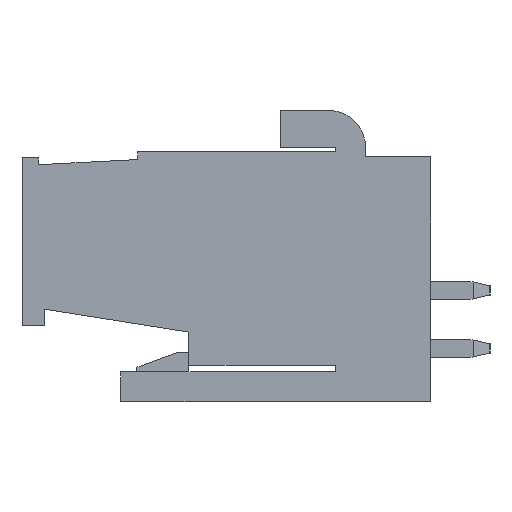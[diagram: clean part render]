
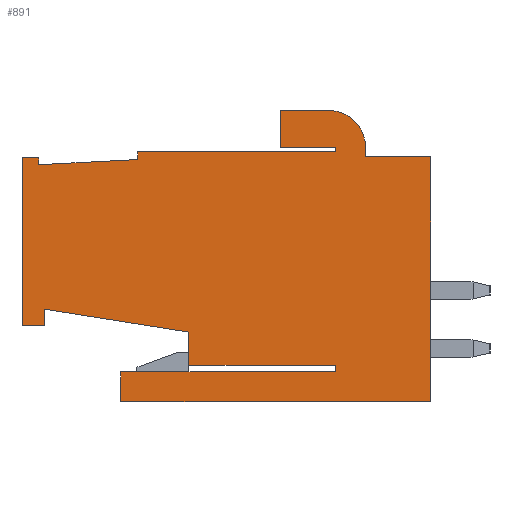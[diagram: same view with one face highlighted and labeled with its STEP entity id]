
A CAD part, left-side view. The second image highlights one B-rep face of the part: STEP entity #891.
In plain terms, the highlighted planar face has unit normal (-1, 0, 0).
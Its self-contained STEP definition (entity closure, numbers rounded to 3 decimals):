
#419=AXIS2_PLACEMENT_3D('Circle Axis2P3D',#417,#418,$) ;
#789=AXIS2_PLACEMENT_3D('Plane Axis2P3D',#786,#787,#788) ;
#40=CARTESIAN_POINT('Vertex',(-14.615,0.,13.2)) ;
#45=CARTESIAN_POINT('Line Origine',(-14.615,-1.755,13.2)) ;
#49=CARTESIAN_POINT('Vertex',(-14.615,-3.51,13.2)) ;
#136=CARTESIAN_POINT('Vertex',(-14.615,0.,13.7)) ;
#139=CARTESIAN_POINT('Line Origine',(-14.615,0.,13.45)) ;
#414=CARTESIAN_POINT('Vertex',(-14.615,2.,15.7)) ;
#417=CARTESIAN_POINT('Axis2P3D Location',(-14.615,2.,13.7)) ;
#445=CARTESIAN_POINT('Vertex',(-14.615,4.6,15.7)) ;
#448=CARTESIAN_POINT('Line Origine',(-14.615,3.3,15.7)) ;
#476=CARTESIAN_POINT('Vertex',(-14.615,4.6,13.7)) ;
#479=CARTESIAN_POINT('Line Origine',(-14.615,4.6,14.7)) ;
#507=CARTESIAN_POINT('Vertex',(-14.615,1.63,13.7)) ;
#510=CARTESIAN_POINT('Line Origine',(-14.615,3.115,13.7)) ;
#540=CARTESIAN_POINT('Vertex',(-14.615,1.63,1.6)) ;
#543=CARTESIAN_POINT('Line Origine',(-14.615,1.63,1.773)) ;
#547=CARTESIAN_POINT('Vertex',(-14.615,1.63,1.947)) ;
#562=CARTESIAN_POINT('Line Origine',(-14.615,1.63,13.588)) ;
#566=CARTESIAN_POINT('Vertex',(-14.615,1.63,13.477)) ;
#604=CARTESIAN_POINT('Vertex',(-14.615,13.2,1.6)) ;
#607=CARTESIAN_POINT('Line Origine',(-14.615,7.415,1.6)) ;
#669=CARTESIAN_POINT('Vertex',(-14.615,13.2,0.)) ;
#672=CARTESIAN_POINT('Line Origine',(-14.615,13.2,0.8)) ;
#693=CARTESIAN_POINT('Vertex',(-14.615,-3.51,0.)) ;
#698=CARTESIAN_POINT('Line Origine',(-14.615,4.845,0.)) ;
#752=CARTESIAN_POINT('Line Origine',(-14.615,-3.51,6.6)) ;
#786=CARTESIAN_POINT('Axis2P3D Location',(-14.615,0.,0.)) ;
#791=CARTESIAN_POINT('Line Origine',(-14.615,6.965,13.477)) ;
#795=CARTESIAN_POINT('Vertex',(-14.615,12.3,13.477)) ;
#798=CARTESIAN_POINT('Line Origine',(-14.615,12.3,13.264)) ;
#802=CARTESIAN_POINT('Vertex',(-14.615,12.3,13.052)) ;
#805=CARTESIAN_POINT('Line Origine',(-14.615,14.965,12.912)) ;
#809=CARTESIAN_POINT('Vertex',(-14.615,17.63,12.772)) ;
#812=CARTESIAN_POINT('Line Origine',(-14.615,17.63,12.96)) ;
#816=CARTESIAN_POINT('Vertex',(-14.615,17.63,13.147)) ;
#819=CARTESIAN_POINT('Line Origine',(-14.615,18.08,13.147)) ;
#823=CARTESIAN_POINT('Vertex',(-14.615,18.53,13.147)) ;
#826=CARTESIAN_POINT('Line Origine',(-14.615,18.53,8.612)) ;
#830=CARTESIAN_POINT('Vertex',(-14.615,18.53,4.077)) ;
#833=CARTESIAN_POINT('Line Origine',(-14.615,17.93,4.077)) ;
#837=CARTESIAN_POINT('Vertex',(-14.615,17.33,4.077)) ;
#840=CARTESIAN_POINT('Line Origine',(-14.615,17.33,4.529)) ;
#844=CARTESIAN_POINT('Vertex',(-14.615,17.33,4.982)) ;
#847=CARTESIAN_POINT('Line Origine',(-14.615,13.43,4.364)) ;
#851=CARTESIAN_POINT('Vertex',(-14.615,9.53,3.747)) ;
#854=CARTESIAN_POINT('Line Origine',(-14.615,9.53,2.847)) ;
#858=CARTESIAN_POINT('Vertex',(-14.615,9.53,1.947)) ;
#861=CARTESIAN_POINT('Line Origine',(-14.615,5.58,1.947)) ;
#46=DIRECTION('Vector Direction',(0.,-1.,0.)) ;
#140=DIRECTION('Vector Direction',(0.,0.,-1.)) ;
#418=DIRECTION('Axis2P3D Direction',(-1.,0.,0.)) ;
#449=DIRECTION('Vector Direction',(0.,-1.,0.)) ;
#480=DIRECTION('Vector Direction',(0.,0.,1.)) ;
#511=DIRECTION('Vector Direction',(0.,1.,0.)) ;
#544=DIRECTION('Vector Direction',(0.,0.,1.)) ;
#563=DIRECTION('Vector Direction',(0.,0.,1.)) ;
#608=DIRECTION('Vector Direction',(0.,-1.,0.)) ;
#673=DIRECTION('Vector Direction',(0.,0.,1.)) ;
#699=DIRECTION('Vector Direction',(0.,1.,0.)) ;
#753=DIRECTION('Vector Direction',(0.,0.,-1.)) ;
#787=DIRECTION('Axis2P3D Direction',(-1.,0.,0.)) ;
#788=DIRECTION('Axis2P3D XDirection',(0.,-1.,0.)) ;
#792=DIRECTION('Vector Direction',(0.,-1.,0.)) ;
#799=DIRECTION('Vector Direction',(0.,0.,-1.)) ;
#806=DIRECTION('Vector Direction',(0.,0.999,-0.052)) ;
#813=DIRECTION('Vector Direction',(0.,0.,-1.)) ;
#820=DIRECTION('Vector Direction',(0.,-1.,0.)) ;
#827=DIRECTION('Vector Direction',(0.,0.,1.)) ;
#834=DIRECTION('Vector Direction',(0.,1.,0.)) ;
#841=DIRECTION('Vector Direction',(0.,0.,-1.)) ;
#848=DIRECTION('Vector Direction',(0.,0.988,0.156)) ;
#855=DIRECTION('Vector Direction',(0.,0.,1.)) ;
#862=DIRECTION('Vector Direction',(0.,-1.,0.)) ;
#47=VECTOR('Line Direction',#46,1.) ;
#141=VECTOR('Line Direction',#140,1.) ;
#450=VECTOR('Line Direction',#449,1.) ;
#481=VECTOR('Line Direction',#480,1.) ;
#512=VECTOR('Line Direction',#511,1.) ;
#545=VECTOR('Line Direction',#544,1.) ;
#564=VECTOR('Line Direction',#563,1.) ;
#609=VECTOR('Line Direction',#608,1.) ;
#674=VECTOR('Line Direction',#673,1.) ;
#700=VECTOR('Line Direction',#699,1.) ;
#754=VECTOR('Line Direction',#753,1.) ;
#793=VECTOR('Line Direction',#792,1.) ;
#800=VECTOR('Line Direction',#799,1.) ;
#807=VECTOR('Line Direction',#806,1.) ;
#814=VECTOR('Line Direction',#813,1.) ;
#821=VECTOR('Line Direction',#820,1.) ;
#828=VECTOR('Line Direction',#827,1.) ;
#835=VECTOR('Line Direction',#834,1.) ;
#842=VECTOR('Line Direction',#841,1.) ;
#849=VECTOR('Line Direction',#848,1.) ;
#856=VECTOR('Line Direction',#855,1.) ;
#863=VECTOR('Line Direction',#862,1.) ;
#867=ORIENTED_EDGE('',*,*,#51,.T.) ;
#868=ORIENTED_EDGE('',*,*,#143,.T.) ;
#869=ORIENTED_EDGE('',*,*,#421,.T.) ;
#870=ORIENTED_EDGE('',*,*,#452,.T.) ;
#871=ORIENTED_EDGE('',*,*,#483,.T.) ;
#872=ORIENTED_EDGE('',*,*,#514,.T.) ;
#873=ORIENTED_EDGE('',*,*,#568,.T.) ;
#874=ORIENTED_EDGE('',*,*,#797,.F.) ;
#875=ORIENTED_EDGE('',*,*,#804,.F.) ;
#876=ORIENTED_EDGE('',*,*,#811,.F.) ;
#877=ORIENTED_EDGE('',*,*,#818,.F.) ;
#878=ORIENTED_EDGE('',*,*,#825,.F.) ;
#879=ORIENTED_EDGE('',*,*,#832,.F.) ;
#880=ORIENTED_EDGE('',*,*,#839,.F.) ;
#881=ORIENTED_EDGE('',*,*,#846,.F.) ;
#882=ORIENTED_EDGE('',*,*,#853,.F.) ;
#883=ORIENTED_EDGE('',*,*,#860,.F.) ;
#884=ORIENTED_EDGE('',*,*,#865,.F.) ;
#885=ORIENTED_EDGE('',*,*,#549,.T.) ;
#886=ORIENTED_EDGE('',*,*,#611,.T.) ;
#887=ORIENTED_EDGE('',*,*,#676,.T.) ;
#888=ORIENTED_EDGE('',*,*,#702,.T.) ;
#889=ORIENTED_EDGE('',*,*,#756,.T.) ;
#891=ADVANCED_FACE('PartBody',(#890),#790,.T.) ;
#420=CIRCLE('generated circle',#419,2.) ;
#51=EDGE_CURVE('',#50,#41,#48,.F.) ;
#143=EDGE_CURVE('',#41,#137,#142,.F.) ;
#421=EDGE_CURVE('',#137,#415,#420,.T.) ;
#452=EDGE_CURVE('',#415,#446,#451,.F.) ;
#483=EDGE_CURVE('',#446,#477,#482,.F.) ;
#514=EDGE_CURVE('',#477,#508,#513,.F.) ;
#549=EDGE_CURVE('',#548,#541,#546,.F.) ;
#568=EDGE_CURVE('',#508,#567,#565,.F.) ;
#611=EDGE_CURVE('',#541,#605,#610,.F.) ;
#676=EDGE_CURVE('',#605,#670,#675,.F.) ;
#702=EDGE_CURVE('',#670,#694,#701,.F.) ;
#756=EDGE_CURVE('',#694,#50,#755,.F.) ;
#797=EDGE_CURVE('',#796,#567,#794,.T.) ;
#804=EDGE_CURVE('',#803,#796,#801,.F.) ;
#811=EDGE_CURVE('',#810,#803,#808,.F.) ;
#818=EDGE_CURVE('',#817,#810,#815,.T.) ;
#825=EDGE_CURVE('',#824,#817,#822,.T.) ;
#832=EDGE_CURVE('',#831,#824,#829,.T.) ;
#839=EDGE_CURVE('',#838,#831,#836,.T.) ;
#846=EDGE_CURVE('',#845,#838,#843,.T.) ;
#853=EDGE_CURVE('',#852,#845,#850,.T.) ;
#860=EDGE_CURVE('',#859,#852,#857,.T.) ;
#865=EDGE_CURVE('',#548,#859,#864,.F.) ;
#866=EDGE_LOOP('',(#867,#868,#869,#870,#871,#872,#873,#874,#875,#876,#877,#878,#879,#880,#881,#882,#883,#884,#885,#886,#887,#888,#889)) ;
#890=FACE_OUTER_BOUND('',#866,.T.) ;
#48=LINE('Line',#45,#47) ;
#142=LINE('Line',#139,#141) ;
#451=LINE('Line',#448,#450) ;
#482=LINE('Line',#479,#481) ;
#513=LINE('Line',#510,#512) ;
#546=LINE('Line',#543,#545) ;
#565=LINE('Line',#562,#564) ;
#610=LINE('Line',#607,#609) ;
#675=LINE('Line',#672,#674) ;
#701=LINE('Line',#698,#700) ;
#755=LINE('Line',#752,#754) ;
#794=LINE('Line',#791,#793) ;
#801=LINE('Line',#798,#800) ;
#808=LINE('Line',#805,#807) ;
#815=LINE('Line',#812,#814) ;
#822=LINE('Line',#819,#821) ;
#829=LINE('Line',#826,#828) ;
#836=LINE('Line',#833,#835) ;
#843=LINE('Line',#840,#842) ;
#850=LINE('Line',#847,#849) ;
#857=LINE('Line',#854,#856) ;
#864=LINE('Line',#861,#863) ;
#790=PLANE('',#789) ;
#41=VERTEX_POINT('',#40) ;
#50=VERTEX_POINT('',#49) ;
#137=VERTEX_POINT('',#136) ;
#415=VERTEX_POINT('',#414) ;
#446=VERTEX_POINT('',#445) ;
#477=VERTEX_POINT('',#476) ;
#508=VERTEX_POINT('',#507) ;
#541=VERTEX_POINT('',#540) ;
#548=VERTEX_POINT('',#547) ;
#567=VERTEX_POINT('',#566) ;
#605=VERTEX_POINT('',#604) ;
#670=VERTEX_POINT('',#669) ;
#694=VERTEX_POINT('',#693) ;
#796=VERTEX_POINT('',#795) ;
#803=VERTEX_POINT('',#802) ;
#810=VERTEX_POINT('',#809) ;
#817=VERTEX_POINT('',#816) ;
#824=VERTEX_POINT('',#823) ;
#831=VERTEX_POINT('',#830) ;
#838=VERTEX_POINT('',#837) ;
#845=VERTEX_POINT('',#844) ;
#852=VERTEX_POINT('',#851) ;
#859=VERTEX_POINT('',#858) ;
